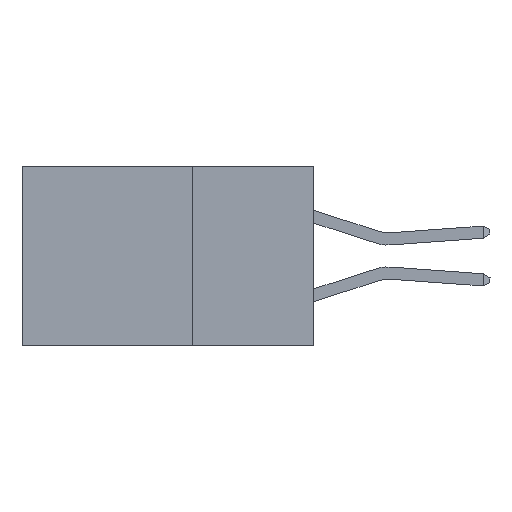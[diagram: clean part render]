
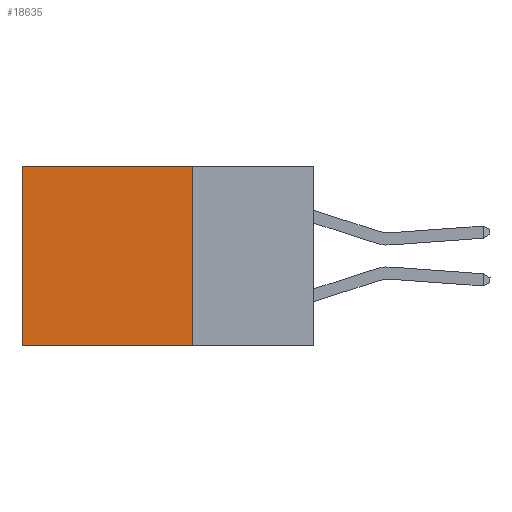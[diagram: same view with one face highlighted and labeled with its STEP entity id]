
A CAD part, left-side view. The second image highlights one B-rep face of the part: STEP entity #18635.
In plain terms, the highlighted planar face has unit normal (-1, 0, 0).
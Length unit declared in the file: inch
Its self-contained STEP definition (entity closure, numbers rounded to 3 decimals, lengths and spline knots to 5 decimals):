
#1247 = DIRECTION ( 'NONE',  ( 0., 1., 0. ) ) ;
#2264 = CARTESIAN_POINT ( 'NONE',  ( 0.2875, 0.25, 0. ) ) ;
#3371 = EDGE_CURVE ( 'NONE', #20814, #6656, #4051, .T. ) ;
#3764 = EDGE_CURVE ( 'NONE', #20814, #21313, #9936, .T. ) ;
#4051 = LINE ( 'NONE', #11951, #13537 ) ;
#4502 = ORIENTED_EDGE ( 'NONE', *, *, #3764, .F. ) ;
#4547 = AXIS2_PLACEMENT_3D ( 'NONE', #9591, #21957, #11363 ) ;
#5558 = LINE ( 'NONE', #17769, #14480 ) ;
#5863 = DIRECTION ( 'NONE',  ( 0., 0., -1. ) ) ;
#6007 = EDGE_CURVE ( 'NONE', #21313, #19162, #15885, .T. ) ;
#6063 = ORIENTED_EDGE ( 'NONE', *, *, #3371, .T. ) ;
#6135 = CARTESIAN_POINT ( 'NONE',  ( 0.2875, 0.25, 0. ) ) ;
#6656 = VERTEX_POINT ( 'NONE', #6910 ) ;
#6910 = CARTESIAN_POINT ( 'NONE',  ( 0.2875, 0.6, 0. ) ) ;
#7170 = DIRECTION ( 'NONE',  ( 0., 0., -1. ) ) ;
#9591 = CARTESIAN_POINT ( 'NONE',  ( 0.2875, 0.25, 0. ) ) ;
#9936 = LINE ( 'NONE', #2264, #14062 ) ;
#10157 = ORIENTED_EDGE ( 'NONE', *, *, #21075, .T. ) ;
#11190 = VECTOR ( 'NONE', #12195, 39.37008 ) ;
#11363 = DIRECTION ( 'NONE',  ( 0., 0., -1. ) ) ;
#11951 = CARTESIAN_POINT ( 'NONE',  ( 0.2875, 0.25, 0. ) ) ;
#12195 = DIRECTION ( 'NONE',  ( 0., 1., 0. ) ) ;
#13537 = VECTOR ( 'NONE', #1247, 39.37008 ) ;
#14062 = VECTOR ( 'NONE', #5863, 39.37008 ) ;
#14480 = VECTOR ( 'NONE', #7170, 39.37008 ) ;
#14565 = FACE_OUTER_BOUND ( 'NONE', #17786, .T. ) ;
#14606 = CARTESIAN_POINT ( 'NONE',  ( 0.2875, 0.6, -0.37 ) ) ;
#14848 = CARTESIAN_POINT ( 'NONE',  ( 0.2875, 0.25, -0.37 ) ) ;
#15885 = LINE ( 'NONE', #19251, #11190 ) ;
#17769 = CARTESIAN_POINT ( 'NONE',  ( 0.2875, 0.6, 0. ) ) ;
#17786 = EDGE_LOOP ( 'NONE', ( #10157, #18466, #4502, #6063 ) ) ;
#18466 = ORIENTED_EDGE ( 'NONE', *, *, #6007, .F. ) ;
#18635 = ADVANCED_FACE ( 'NONE', ( #14565 ), #20175, .F. ) ;
#19162 = VERTEX_POINT ( 'NONE', #14606 ) ;
#19251 = CARTESIAN_POINT ( 'NONE',  ( 0.2875, 0.25, -0.37 ) ) ;
#20175 = PLANE ( 'NONE',  #4547 ) ;
#20814 = VERTEX_POINT ( 'NONE', #6135 ) ;
#21075 = EDGE_CURVE ( 'NONE', #6656, #19162, #5558, .T. ) ;
#21313 = VERTEX_POINT ( 'NONE', #14848 ) ;
#21957 = DIRECTION ( 'NONE',  ( 1., 0., 0. ) ) ;
